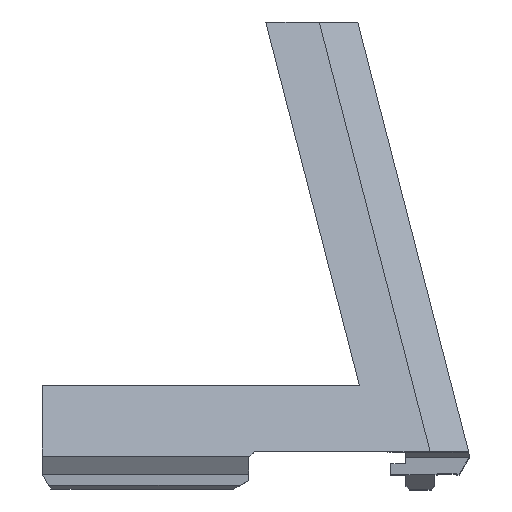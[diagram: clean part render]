
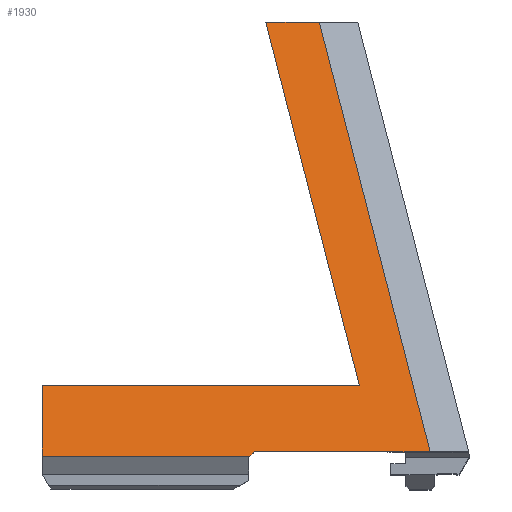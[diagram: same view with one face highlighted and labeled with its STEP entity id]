
A CAD part, top view. The second image highlights one B-rep face of the part: STEP entity #1930.
In plain terms, the highlighted planar face has unit normal (0, 0.249, 0.968).
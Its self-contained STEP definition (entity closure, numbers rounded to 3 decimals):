
#93=PLANE('',#2056);
#190=FACE_OUTER_BOUND('',#293,.T.);
#293=EDGE_LOOP('',(#1695,#1696,#1697,#1698,#1699,#1700,#1701,#1702));
#453=LINE('',#2873,#714);
#461=LINE('',#2890,#722);
#481=LINE('',#2934,#742);
#490=LINE('',#2953,#751);
#503=LINE('',#2975,#764);
#556=LINE('',#3075,#817);
#557=LINE('',#3076,#818);
#558=LINE('',#3077,#819);
#714=VECTOR('',#2334,1000.);
#722=VECTOR('',#2346,1000.);
#742=VECTOR('',#2380,1000.);
#751=VECTOR('',#2393,1000.);
#764=VECTOR('',#2410,1000.);
#817=VECTOR('',#2503,1000.);
#818=VECTOR('',#2504,1000.);
#819=VECTOR('',#2505,10.);
#958=VERTEX_POINT('',#2871);
#959=VERTEX_POINT('',#2872);
#966=VERTEX_POINT('',#2889);
#981=VERTEX_POINT('',#2930);
#983=VERTEX_POINT('',#2933);
#991=VERTEX_POINT('',#2952);
#996=VERTEX_POINT('',#2969);
#998=VERTEX_POINT('',#2973);
#1173=EDGE_CURVE('',#958,#959,#453,.T.);
#1181=EDGE_CURVE('',#959,#966,#461,.T.);
#1202=EDGE_CURVE('',#983,#981,#481,.T.);
#1211=EDGE_CURVE('',#981,#991,#490,.T.);
#1224=EDGE_CURVE('',#996,#998,#503,.T.);
#1280=EDGE_CURVE('',#983,#958,#556,.T.);
#1281=EDGE_CURVE('',#991,#996,#557,.T.);
#1282=EDGE_CURVE('',#966,#998,#558,.F.);
#1695=ORIENTED_EDGE('',*,*,#1181,.F.);
#1696=ORIENTED_EDGE('',*,*,#1173,.F.);
#1697=ORIENTED_EDGE('',*,*,#1280,.F.);
#1698=ORIENTED_EDGE('',*,*,#1202,.T.);
#1699=ORIENTED_EDGE('',*,*,#1211,.T.);
#1700=ORIENTED_EDGE('',*,*,#1281,.T.);
#1701=ORIENTED_EDGE('',*,*,#1224,.T.);
#1702=ORIENTED_EDGE('',*,*,#1282,.F.);
#1930=ADVANCED_FACE('',(#190),#93,.F.);
#2056=AXIS2_PLACEMENT_3D('',#3074,#2501,#2502);
#2334=DIRECTION('',(1.,0.,0.));
#2346=DIRECTION('',(-0.242,0.94,-0.242));
#2380=DIRECTION('',(1.,0.,0.));
#2393=DIRECTION('',(0.696,0.696,-0.179));
#2410=DIRECTION('',(-0.242,0.94,-0.242));
#2501=DIRECTION('center_axis',(0.,-0.25,
-0.968));
#2502=DIRECTION('ref_axis',(0.,-0.968,0.25));
#2503=DIRECTION('',(0.,0.968,-0.25));
#2504=DIRECTION('',(1.,0.,0.));
#2505=DIRECTION('',(-1.,0.,0.));
#2871=CARTESIAN_POINT('',(133.693,513.973,10.471));
#2872=CARTESIAN_POINT('',(218.695,513.973,10.471));
#2873=CARTESIAN_POINT('',(-47.498,513.973,10.471));
#2889=CARTESIAN_POINT('',(193.603,611.348,-14.621));
#2890=CARTESIAN_POINT('',(219.693,510.1,11.469));
#2930=CARTESIAN_POINT('',(189.342,494.942,15.376));
#2933=CARTESIAN_POINT('',(133.693,494.942,15.376));
#2934=CARTESIAN_POINT('',(189.001,494.942,15.376));
#2952=CARTESIAN_POINT('',(190.501,496.1,15.077));
#2953=CARTESIAN_POINT('',(110.124,415.723,35.79));
#2969=CARTESIAN_POINT('',(237.648,496.1,15.077));
#2973=CARTESIAN_POINT('',(207.949,611.348,-14.621));
#2975=CARTESIAN_POINT('',(204.861,623.334,-17.71));
#3074=CARTESIAN_POINT('Origin',(-46.499,562.594,-2.058));
#3075=CARTESIAN_POINT('',(133.693,562.594,-2.058));
#3076=CARTESIAN_POINT('',(-46.499,496.1,15.077));
#3077=CARTESIAN_POINT('',(92.562,611.348,-14.621));
